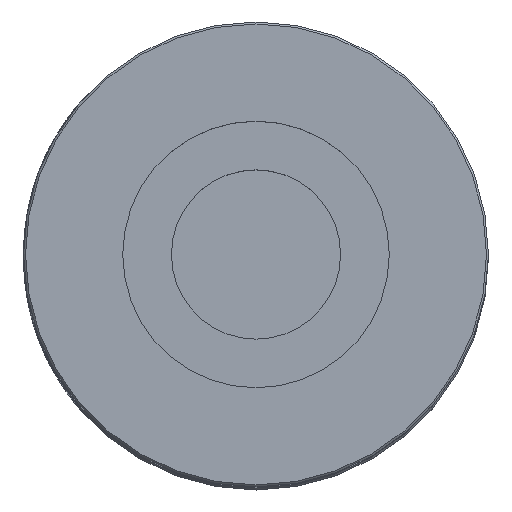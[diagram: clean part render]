
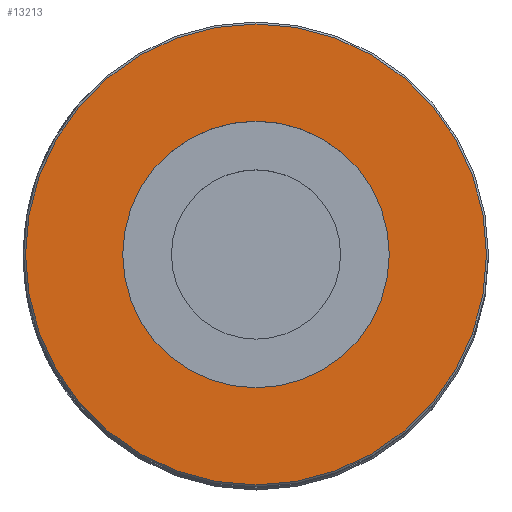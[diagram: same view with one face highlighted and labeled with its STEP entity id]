
A CAD part, top view. The second image highlights one B-rep face of the part: STEP entity #13213.
In plain terms, the highlighted planar face has unit normal (0, 0, 1).
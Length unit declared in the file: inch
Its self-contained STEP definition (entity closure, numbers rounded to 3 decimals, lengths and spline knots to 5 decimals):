
#3990=VERTEX_POINT('',#25340);
#3991=VERTEX_POINT('',#25343);
#4817=CIRCLE('',#13872,0.58555);
#4818=CIRCLE('',#13874,0.33858);
#5982=EDGE_CURVE('',#3990,#3990,#4817,.T.);
#5983=EDGE_CURVE('',#3991,#3991,#4818,.T.);
#9066=ORIENTED_EDGE('',*,*,#5983,.T.);
#9067=ORIENTED_EDGE('',*,*,#5982,.F.);
#11552=EDGE_LOOP('',(#9066));
#11553=EDGE_LOOP('',(#9067));
#12400=FACE_BOUND('',#11552,.T.);
#12401=FACE_BOUND('',#11553,.T.);
#13213=ADVANCED_FACE('',(#12400,#12401),#34886,.F.);
#13872=AXIS2_PLACEMENT_3D('',#25339,#15032,#15033);
#13873=AXIS2_PLACEMENT_3D('',#25341,#15034,$);
#13874=AXIS2_PLACEMENT_3D('',#25342,#15035,#15036);
#15032=DIRECTION('',(0.,0.,-1.));
#15033=DIRECTION('',(-0.586,0.,0.));
#15034=DIRECTION('',(0.,0.,-1.));
#15035=DIRECTION('',(0.,0.,-1.));
#15036=DIRECTION('',(-0.339,0.,0.));
#25339=CARTESIAN_POINT('',(0.,0.,0.));
#25340=CARTESIAN_POINT('',(0.58555,0.,0.));
#25341=CARTESIAN_POINT('',(0.,0.,0.));
#25342=CARTESIAN_POINT('',(0.,0.,0.));
#25343=CARTESIAN_POINT('',(-0.33858,0.,0.));
#34886=PLANE('',#13873);
